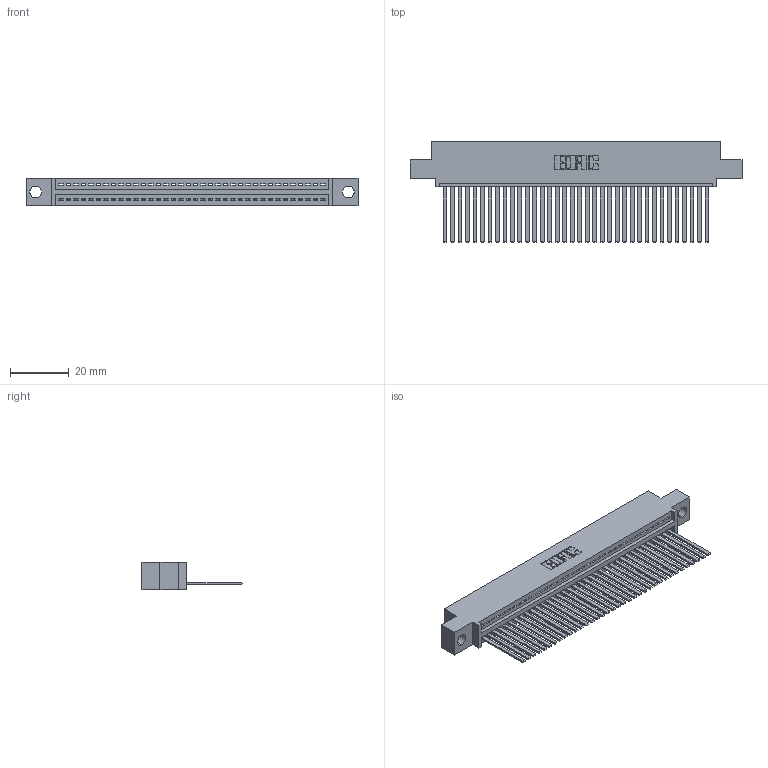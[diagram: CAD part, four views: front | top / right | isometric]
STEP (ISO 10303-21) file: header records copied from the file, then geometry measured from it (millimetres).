
FILE_DESCRIPTION (( 'STEP AP203' ), '1' );
FILE_NAME ('395-036-544-404.STEP', '2019-10-21T22:27:01', ( '' ), ( '' ), 'SwSTEP 2.0', 'SolidWorks 2016', '' );
FILE_SCHEMA (( 'CONFIG_CONTROL_DESIGN' ));
Length unit declared in the file: inch
Products named in the file (3): 345-292-001_345-293-144; 395-036-544-404; 345 Part_0.110 Offset - 0.156 Dia-TH
Assembly tree (37 placements, depth 2):
  395-036-544-404
    345 Part_0.110 Offset - 0.156 Dia-TH
    345-292-001_345-293-144  x36
Bounding box: 112.65 x 33.96 x 9.4 mm (x, y, z)
Volume: 10906.1 mm3; surface area: 15553.9 mm2
Topology: 37 solids, 37 shells, 2002 faces, 6041 edges, 3978 vertices
Faces by surface type: plane 1380, cylinder 622
Entity records: 27853 total; most frequent: CARTESIAN_POINT 4832, ORIENTED_EDGE 4802, DIRECTION 4225, EDGE_CURVE 2401, VECTOR 2129, LINE 2129, VERTEX_POINT 1598, AXIS2_PLACEMENT_3D 1048
